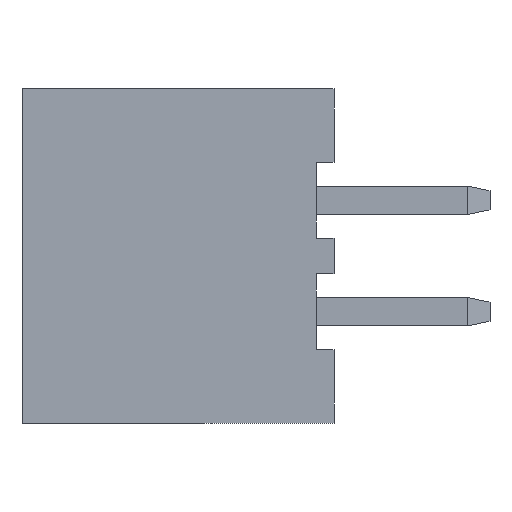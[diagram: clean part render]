
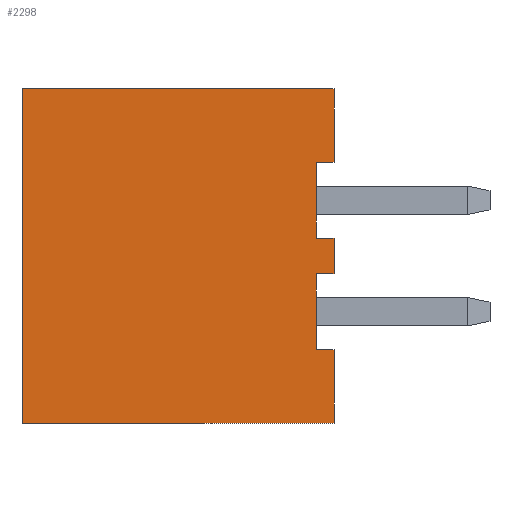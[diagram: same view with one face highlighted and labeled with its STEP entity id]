
A CAD part, left-side view. The second image highlights one B-rep face of the part: STEP entity #2298.
In plain terms, the highlighted planar face has unit normal (-1, 0, 0).
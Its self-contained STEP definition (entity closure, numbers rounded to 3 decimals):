
#1 = CARTESIAN_POINT ( 'NONE',  ( -3.55, 0., 0.85 ) ) ;
#3 = VECTOR ( 'NONE', #1808, 1000. ) ;
#21 = EDGE_CURVE ( 'NONE', #2067, #2099, #2761, .T. ) ;
#27 = CARTESIAN_POINT ( 'NONE',  ( -3.55, 7., -5. ) ) ;
#46 = VECTOR ( 'NONE', #1842, 1000. ) ;
#99 = CARTESIAN_POINT ( 'NONE',  ( -3.55, 0.4, -3.35 ) ) ;
#100 = DIRECTION ( 'NONE',  ( 0., 1., 0. ) ) ;
#212 = ORIENTED_EDGE ( 'NONE', *, *, #412, .F. ) ;
#246 = VERTEX_POINT ( 'NONE', #2226 ) ;
#249 = CARTESIAN_POINT ( 'NONE',  ( -3.55, 0., -5. ) ) ;
#254 = ORIENTED_EDGE ( 'NONE', *, *, #2658, .F. ) ;
#256 = DIRECTION ( 'NONE',  ( 0., -1., 0. ) ) ;
#259 = DIRECTION ( 'NONE',  ( 0., 0., 1. ) ) ;
#267 = CARTESIAN_POINT ( 'NONE',  ( -3.55, 0., -5. ) ) ;
#302 = CARTESIAN_POINT ( 'NONE',  ( -3.55, 0., 0.85 ) ) ;
#310 = LINE ( 'NONE', #1324, #1245 ) ;
#366 = CARTESIAN_POINT ( 'NONE',  ( -3.55, 0.4, -1.65 ) ) ;
#412 = EDGE_CURVE ( 'NONE', #2067, #1911, #843, .T. ) ;
#434 = LINE ( 'NONE', #829, #1717 ) ;
#522 = EDGE_LOOP ( 'NONE', ( #1564, #1620, #2565, #2749, #2161, #727, #254, #2799, #2037, #212, #2064, #1135 ) ) ;
#535 = CARTESIAN_POINT ( 'NONE',  ( -3.55, 7., -5. ) ) ;
#538 = LINE ( 'NONE', #1047, #3 ) ;
#566 = EDGE_CURVE ( 'NONE', #246, #2294, #310, .T. ) ;
#582 = CARTESIAN_POINT ( 'NONE',  ( -3.55, 0., -3.35 ) ) ;
#593 = EDGE_CURVE ( 'NONE', #1911, #1329, #1513, .T. ) ;
#632 = LINE ( 'NONE', #1, #3013 ) ;
#651 = VERTEX_POINT ( 'NONE', #964 ) ;
#668 = CARTESIAN_POINT ( 'NONE',  ( -3.55, 7., 2.5 ) ) ;
#669 = DIRECTION ( 'NONE',  ( 0., 0., 1. ) ) ;
#704 = LINE ( 'NONE', #1021, #2797 ) ;
#727 = ORIENTED_EDGE ( 'NONE', *, *, #893, .F. ) ;
#729 = DIRECTION ( 'NONE',  ( 1., 0., 0. ) ) ;
#829 = CARTESIAN_POINT ( 'NONE',  ( -3.55, 7., 2.5 ) ) ;
#843 = LINE ( 'NONE', #1932, #2403 ) ;
#880 = CARTESIAN_POINT ( 'NONE',  ( -3.55, 0.4, -1.65 ) ) ;
#893 = EDGE_CURVE ( 'NONE', #1533, #2629, #1953, .T. ) ;
#952 = EDGE_CURVE ( 'NONE', #2099, #1594, #2423, .T. ) ;
#964 = CARTESIAN_POINT ( 'NONE',  ( -3.55, 0.4, 0.85 ) ) ;
#975 = CARTESIAN_POINT ( 'NONE',  ( -3.55, 7., 2.5 ) ) ;
#999 = VERTEX_POINT ( 'NONE', #975 ) ;
#1021 = CARTESIAN_POINT ( 'NONE',  ( -3.55, 0., -5. ) ) ;
#1047 = CARTESIAN_POINT ( 'NONE',  ( -3.55, 0., -1.65 ) ) ;
#1135 = ORIENTED_EDGE ( 'NONE', *, *, #952, .T. ) ;
#1145 = LINE ( 'NONE', #2892, #1284 ) ;
#1245 = VECTOR ( 'NONE', #100, 1000. ) ;
#1284 = VECTOR ( 'NONE', #669, 1000. ) ;
#1313 = CARTESIAN_POINT ( 'NONE',  ( -3.55, 0., -1.65 ) ) ;
#1324 = CARTESIAN_POINT ( 'NONE',  ( -3.55, 0., -0.85 ) ) ;
#1329 = VERTEX_POINT ( 'NONE', #27 ) ;
#1503 = DIRECTION ( 'NONE',  ( 0., 0., -1. ) ) ;
#1506 = PLANE ( 'NONE',  #2054 ) ;
#1513 = LINE ( 'NONE', #535, #2777 ) ;
#1522 = LINE ( 'NONE', #668, #2787 ) ;
#1533 = VERTEX_POINT ( 'NONE', #2694 ) ;
#1564 = ORIENTED_EDGE ( 'NONE', *, *, #3009, .T. ) ;
#1591 = FACE_OUTER_BOUND ( 'NONE', #522, .T. ) ;
#1594 = VERTEX_POINT ( 'NONE', #366 ) ;
#1620 = ORIENTED_EDGE ( 'NONE', *, *, #2954, .F. ) ;
#1633 = EDGE_CURVE ( 'NONE', #2294, #651, #1145, .T. ) ;
#1717 = VECTOR ( 'NONE', #2422, 1000. ) ;
#1777 = DIRECTION ( 'NONE',  ( 0., 1., 0. ) ) ;
#1806 = VECTOR ( 'NONE', #2645, 1000. ) ;
#1808 = DIRECTION ( 'NONE',  ( 0., -1., 0. ) ) ;
#1842 = DIRECTION ( 'NONE',  ( 0., 0., -1. ) ) ;
#1888 = EDGE_CURVE ( 'NONE', #1329, #999, #1522, .T. ) ;
#1907 = CARTESIAN_POINT ( 'NONE',  ( -3.55, 0., -3.35 ) ) ;
#1911 = VERTEX_POINT ( 'NONE', #249 ) ;
#1932 = CARTESIAN_POINT ( 'NONE',  ( -3.55, 0., -5. ) ) ;
#1953 = LINE ( 'NONE', #267, #46 ) ;
#2037 = ORIENTED_EDGE ( 'NONE', *, *, #593, .F. ) ;
#2054 = AXIS2_PLACEMENT_3D ( 'NONE', #2155, #729, #2910 ) ;
#2064 = ORIENTED_EDGE ( 'NONE', *, *, #21, .T. ) ;
#2067 = VERTEX_POINT ( 'NONE', #582 ) ;
#2099 = VERTEX_POINT ( 'NONE', #99 ) ;
#2155 = CARTESIAN_POINT ( 'NONE',  ( -3.55, 7., 2.5 ) ) ;
#2161 = ORIENTED_EDGE ( 'NONE', *, *, #2776, .T. ) ;
#2226 = CARTESIAN_POINT ( 'NONE',  ( -3.55, 0., -0.85 ) ) ;
#2294 = VERTEX_POINT ( 'NONE', #2922 ) ;
#2298 = ADVANCED_FACE ( 'NONE', ( #1591 ), #1506, .F. ) ;
#2403 = VECTOR ( 'NONE', #2950, 1000. ) ;
#2422 = DIRECTION ( 'NONE',  ( 0., -1., 0. ) ) ;
#2423 = LINE ( 'NONE', #880, #1806 ) ;
#2565 = ORIENTED_EDGE ( 'NONE', *, *, #566, .T. ) ;
#2629 = VERTEX_POINT ( 'NONE', #302 ) ;
#2645 = DIRECTION ( 'NONE',  ( 0., 0., 1. ) ) ;
#2658 = EDGE_CURVE ( 'NONE', #999, #1533, #434, .T. ) ;
#2694 = CARTESIAN_POINT ( 'NONE',  ( -3.55, 0., 2.5 ) ) ;
#2733 = VECTOR ( 'NONE', #2853, 1000. ) ;
#2749 = ORIENTED_EDGE ( 'NONE', *, *, #1633, .T. ) ;
#2761 = LINE ( 'NONE', #1907, #2733 ) ;
#2776 = EDGE_CURVE ( 'NONE', #651, #2629, #632, .T. ) ;
#2777 = VECTOR ( 'NONE', #1777, 1000. ) ;
#2787 = VECTOR ( 'NONE', #259, 1000. ) ;
#2797 = VECTOR ( 'NONE', #1503, 1000. ) ;
#2799 = ORIENTED_EDGE ( 'NONE', *, *, #1888, .F. ) ;
#2853 = DIRECTION ( 'NONE',  ( 0., 1., 0. ) ) ;
#2892 = CARTESIAN_POINT ( 'NONE',  ( -3.55, 0.4, 0.85 ) ) ;
#2910 = DIRECTION ( 'NONE',  ( 0., 0., -1. ) ) ;
#2922 = CARTESIAN_POINT ( 'NONE',  ( -3.55, 0.4, -0.85 ) ) ;
#2950 = DIRECTION ( 'NONE',  ( 0., 0., -1. ) ) ;
#2954 = EDGE_CURVE ( 'NONE', #246, #3074, #704, .T. ) ;
#3009 = EDGE_CURVE ( 'NONE', #1594, #3074, #538, .T. ) ;
#3013 = VECTOR ( 'NONE', #256, 1000. ) ;
#3074 = VERTEX_POINT ( 'NONE', #1313 ) ;
